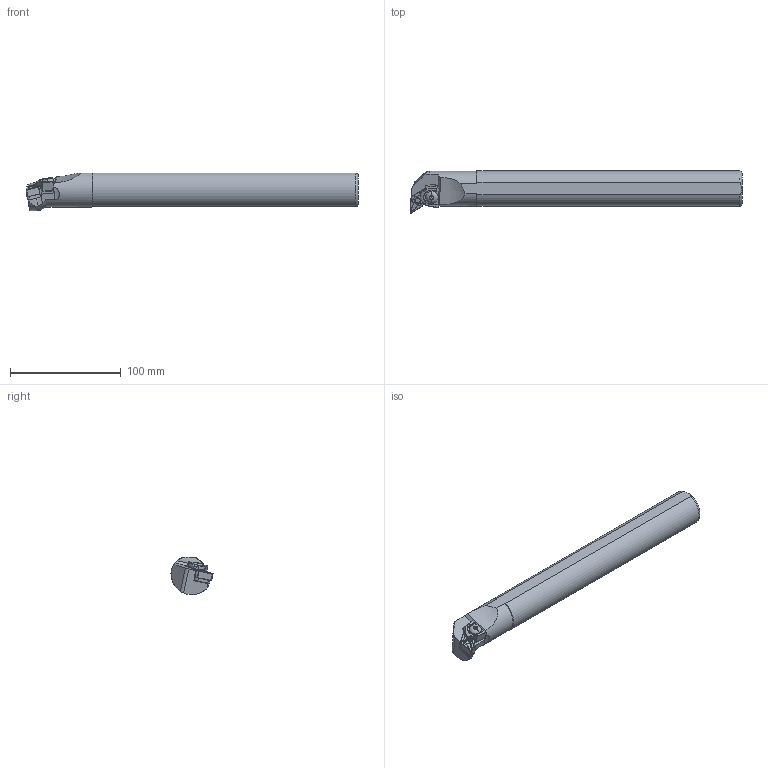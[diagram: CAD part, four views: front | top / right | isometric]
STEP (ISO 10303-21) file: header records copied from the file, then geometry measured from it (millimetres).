
FILE_DESCRIPTION (( 'STEP AP214' ), '1' );
FILE_NAME ('S32T-MDUNR-15-LIGHT.STP', '2023-10-18T12:47:18', ( '' ), ( '' ), 'SwSTEP 2.0', 'SolidWorks 2018', '' );
FILE_SCHEMA (( 'AUTOMOTIVE_DESIGN' ));
Length unit declared in the file: millimetre
Products named in the file (1): S32T-MDUNR-15-LIGHT
Bounding box: 300 x 38 x 33.75 mm (x, y, z)
Volume: 227394.2 mm3; surface area: 33255.1 mm2
Topology: 2 solids, 2 shells, 296 faces, 763 edges, 474 vertices
Faces by surface type: plane 129, cylinder 69, cone 62, torus 23, bspline 11, sphere 2
Entity records: 11993 total; most frequent: CARTESIAN_POINT 3586, ORIENTED_EDGE 1510, DIRECTION 1470, EDGE_CURVE 755, AXIS2_PLACEMENT_3D 537, VERTEX_POINT 474, VECTOR 396, LINE 396
